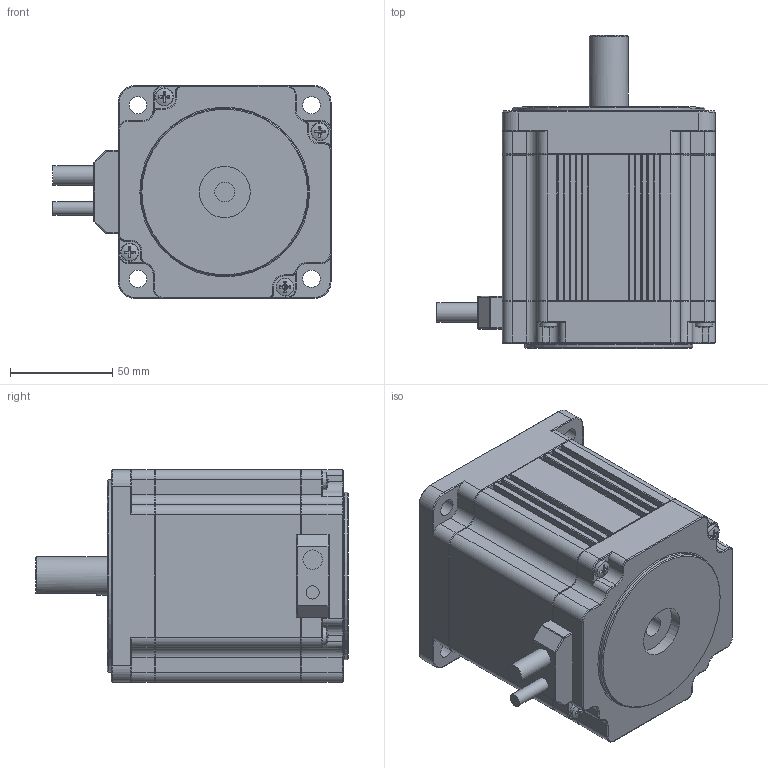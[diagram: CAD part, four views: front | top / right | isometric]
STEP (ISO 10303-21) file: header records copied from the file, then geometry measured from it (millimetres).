
FILE_DESCRIPTION( ( '' ), '1' );
FILE_NAME( 'MP750-2.stp', '2015-08-17T03:24:07', ( 'Dimamotor' ), ( 'Dimamotor' ), 'PSStep 17.0.49', ' ', ' ' );
FILE_SCHEMA( ( 'AUTOMOTIVE_DESIGN { 1 0 10303 214 1 1 1 1 }' ) );
Length unit declared in the file: millimetre
Products named in the file (7): 104框-單軸下蓋; 104框-電纜現固定座; Screw_ANSI_B18.6.3_13D_UNF_No8x1_v12.00; Assem1; 104框-上蓋; 104框-750W定子
Assembly tree (9 placements, depth 3):
  Assem1
    104框-上蓋
    104框-750W定子
    104框-單軸下蓋
      104框-單軸下蓋
      104框-電纜現固定座
      Screw_ANSI_B18.6.3_13D_UNF_No8x1_v12.00  x4
Bounding box: 136 x 153 x 104 mm (x, y, z)
Volume: 1017271.8 mm3; surface area: 133300.7 mm2
Topology: 8 solids, 8 shells, 549 faces, 1410 edges, 887 vertices
Faces by surface type: plane 238, cylinder 214, cone 50, torus 35, sphere 12
Full cylindrical faces by diameter (mm): 4.166 x8, 4.5 x4, 6.5 x1, 8.5 x4, 9.5 x1, 9.737 x1, 19 x1, 20 x1, 25 x1, 26 x1, 40 x1, 54 x1, 82 x1, 84 x1, 94 x1
Entity records: 18116 total; most frequent: CARTESIAN_POINT 2589, DIRECTION 2584, ORIENTED_EDGE 2328, EDGE_CURVE 1164, AXIS2_PLACEMENT_3D 960, VERTEX_POINT 749, LINE 664, VECTOR 664
